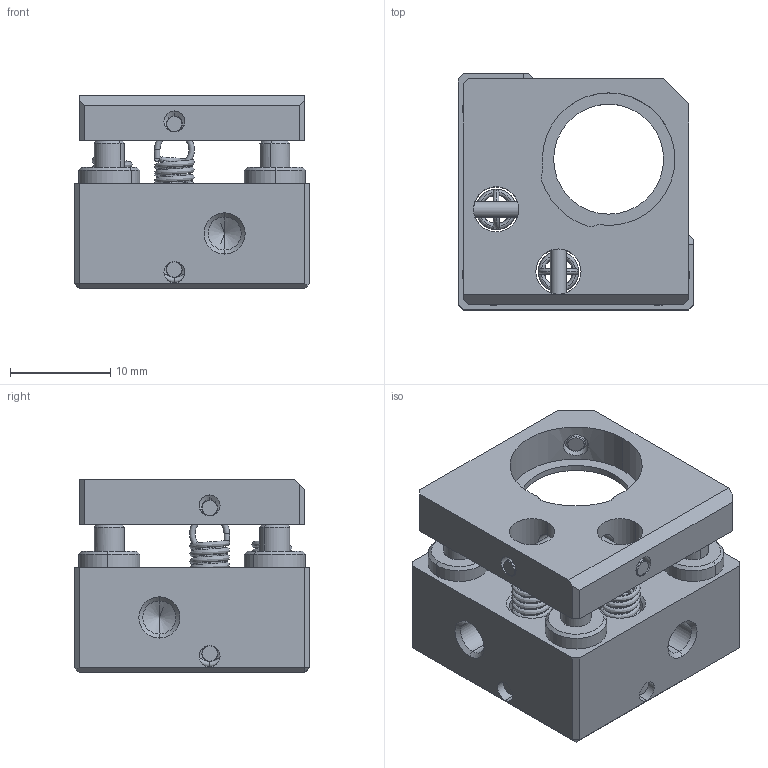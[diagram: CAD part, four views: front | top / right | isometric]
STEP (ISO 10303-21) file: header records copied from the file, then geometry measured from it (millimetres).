
FILE_DESCRIPTION (( 'STEP AP203' ), '1' );
FILE_NAME ('34720_Default.step', '2017-03-02T19:18:00', ( '' ), ( '' ), 'SwSTEP 2.0', 'SolidWorks 2016', '' );
FILE_SCHEMA (( 'CONFIG_CONTROL_DESIGN' ));
Length unit declared in the file: millimetre
Products named in the file (1): 34720_Default
Bounding box: 23.5 x 23.5 x 19.26 mm (x, y, z)
Volume: 4373.3 mm3; surface area: 5508.8 mm2
Topology: 10 solids, 12 shells, 506 faces, 1256 edges, 756 vertices
Faces by surface type: plane 171, cone 156, cylinder 145, torus 24, sphere 6, bspline 4
Entity records: 21030 total; most frequent: CARTESIAN_POINT 9005, DIRECTION 2607, ORIENTED_EDGE 2434, EDGE_CURVE 1217, AXIS2_PLACEMENT_3D 1039, VERTEX_POINT 747, EDGE_LOOP 568, CIRCLE 536
